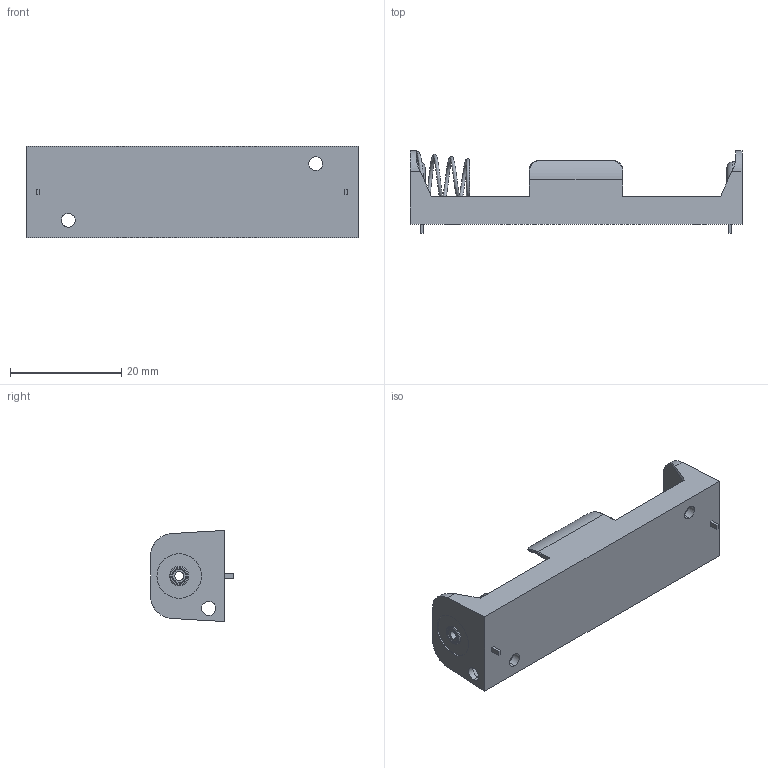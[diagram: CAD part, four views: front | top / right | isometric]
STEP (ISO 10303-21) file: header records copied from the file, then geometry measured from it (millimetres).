
FILE_DESCRIPTION (( 'STEP AP214' ), '1' );
FILE_NAME ('BCAAPC.step', '2024-11-14T04:35:06', ( '' ), ( '' ), 'SwSTEP 2.0', 'SolidWorks 2024', '' );
FILE_SCHEMA (( 'AUTOMOTIVE_DESIGN' ));
Length unit declared in the file: millimetre
Products named in the file (1): BCAAPC
Bounding box: 59.7 x 14.88 x 16.4 mm (x, y, z)
Volume: 2459.1 mm3; surface area: 4653.7 mm2
Topology: 3 solids, 3 shells, 194 faces, 474 edges, 300 vertices
Faces by surface type: plane 81, cylinder 67, torus 34, bspline 12
Entity records: 7966 total; most frequent: CARTESIAN_POINT 3312, DIRECTION 989, ORIENTED_EDGE 944, EDGE_CURVE 472, AXIS2_PLACEMENT_3D 384, VERTEX_POINT 299, EDGE_LOOP 227, LINE 221
